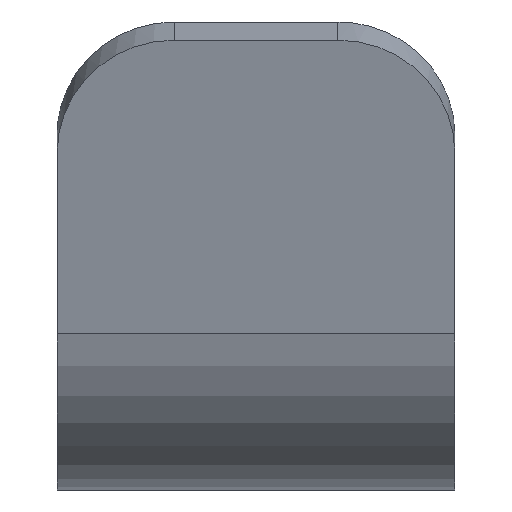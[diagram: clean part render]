
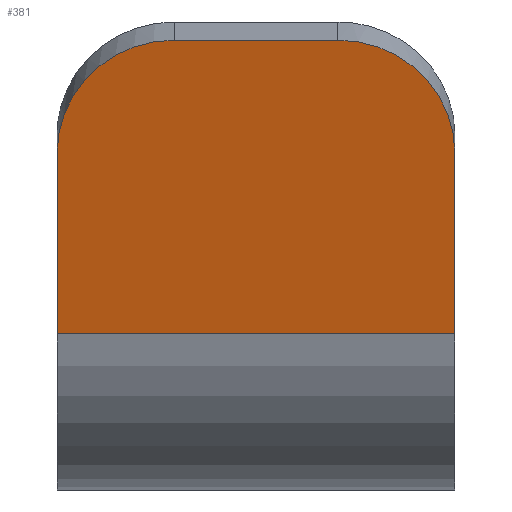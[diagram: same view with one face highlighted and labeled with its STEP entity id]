
A CAD part, left-side view. The second image highlights one B-rep face of the part: STEP entity #381.
In plain terms, the highlighted planar face has unit normal (-0.966, 0, -0.259).
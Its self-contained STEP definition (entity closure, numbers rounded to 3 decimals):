
#262=CARTESIAN_POINT('Vertex',(-19.089,8.5,6.671)) ;
#265=CARTESIAN_POINT('Line Origine',(-20.124,8.5,10.532)) ;
#269=CARTESIAN_POINT('Vertex',(-21.159,8.5,14.394)) ;
#289=CARTESIAN_POINT('Axis2P3D Location',(-21.159,3.5,14.394)) ;
#293=CARTESIAN_POINT('Vertex',(-22.453,3.5,19.224)) ;
#313=CARTESIAN_POINT('Line Origine',(-22.453,0.,19.224)) ;
#317=CARTESIAN_POINT('Vertex',(-22.453,-3.5,19.224)) ;
#337=CARTESIAN_POINT('Axis2P3D Location',(-21.159,-3.5,14.394)) ;
#341=CARTESIAN_POINT('Vertex',(-21.159,-8.5,14.394)) ;
#356=CARTESIAN_POINT('Axis2P3D Location',(-17.898,0.,2.224)) ;
#361=CARTESIAN_POINT('Line Origine',(-19.089,0.,6.671)) ;
#365=CARTESIAN_POINT('Vertex',(-19.089,-8.5,6.671)) ;
#368=CARTESIAN_POINT('Line Origine',(-20.124,-8.5,10.532)) ;
#266=DIRECTION('Vector Direction',(-0.259,0.,0.966)) ;
#290=DIRECTION('Axis2P3D Direction',(-0.966,-0.,-0.259)) ;
#314=DIRECTION('Vector Direction',(0.,-1.,0.)) ;
#338=DIRECTION('Axis2P3D Direction',(-0.966,-0.,-0.259)) ;
#357=DIRECTION('Axis2P3D Direction',(-0.966,-0.,-0.259)) ;
#358=DIRECTION('Axis2P3D XDirection',(0.,-1.,0.)) ;
#362=DIRECTION('Vector Direction',(0.,1.,0.)) ;
#369=DIRECTION('Vector Direction',(-0.259,0.,0.966)) ;
#291=AXIS2_PLACEMENT_3D('Circle Axis2P3D',#289,#290,$) ;
#339=AXIS2_PLACEMENT_3D('Circle Axis2P3D',#337,#338,$) ;
#359=AXIS2_PLACEMENT_3D('Plane Axis2P3D',#356,#357,#358) ;
#374=ORIENTED_EDGE('',*,*,#319,.F.) ;
#375=ORIENTED_EDGE('',*,*,#295,.T.) ;
#376=ORIENTED_EDGE('',*,*,#271,.F.) ;
#377=ORIENTED_EDGE('',*,*,#367,.T.) ;
#378=ORIENTED_EDGE('',*,*,#372,.T.) ;
#379=ORIENTED_EDGE('',*,*,#343,.T.) ;
#267=VECTOR('Line Direction',#266,1.) ;
#315=VECTOR('Line Direction',#314,1.) ;
#363=VECTOR('Line Direction',#362,1.) ;
#370=VECTOR('Line Direction',#369,1.) ;
#381=ADVANCED_FACE('Corps principal',(#380),#360,.T.) ;
#292=CIRCLE('generated circle',#291,5.) ;
#340=CIRCLE('generated circle',#339,5.) ;
#271=EDGE_CURVE('',#263,#270,#268,.T.) ;
#295=EDGE_CURVE('',#294,#270,#292,.T.) ;
#319=EDGE_CURVE('',#294,#318,#316,.T.) ;
#343=EDGE_CURVE('',#342,#318,#340,.T.) ;
#367=EDGE_CURVE('',#263,#366,#364,.F.) ;
#372=EDGE_CURVE('',#366,#342,#371,.T.) ;
#373=EDGE_LOOP('',(#374,#375,#376,#377,#378,#379)) ;
#380=FACE_OUTER_BOUND('',#373,.T.) ;
#268=LINE('Line',#265,#267) ;
#316=LINE('Line',#313,#315) ;
#364=LINE('Line',#361,#363) ;
#371=LINE('Line',#368,#370) ;
#360=PLANE('Plane',#359) ;
#263=VERTEX_POINT('',#262) ;
#270=VERTEX_POINT('',#269) ;
#294=VERTEX_POINT('',#293) ;
#318=VERTEX_POINT('',#317) ;
#342=VERTEX_POINT('',#341) ;
#366=VERTEX_POINT('',#365) ;
